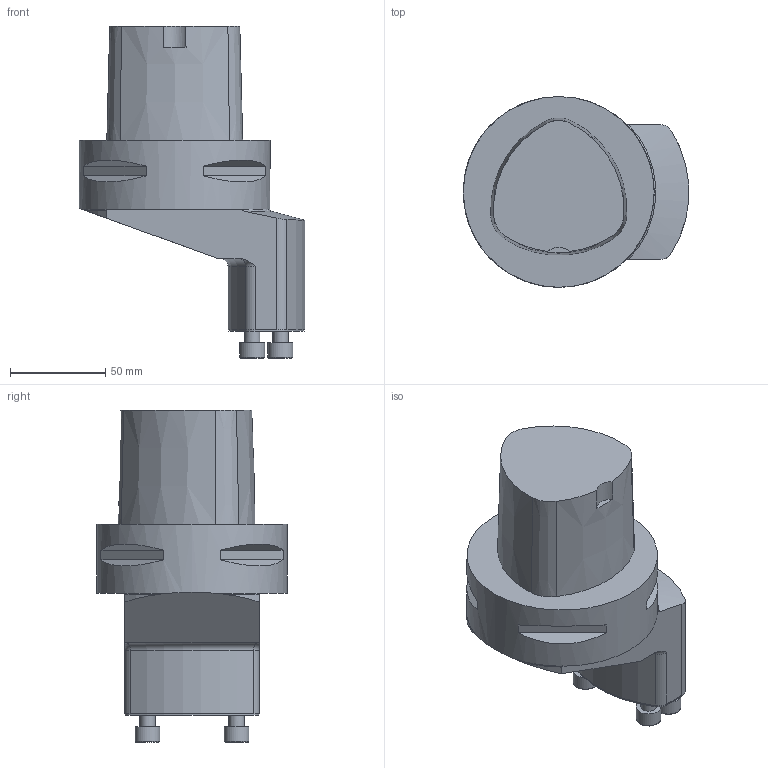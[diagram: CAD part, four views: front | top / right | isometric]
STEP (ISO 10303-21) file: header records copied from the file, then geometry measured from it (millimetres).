
FILE_DESCRIPTION(/* description */ (''),/* implementation_level */ '2;1');
FILE_NAME(/* name */ '1524139784776.stp',/* time_stamp */ '2018-04-19T14:09:54+02:00',/* author */ (''),/* organization */ ('SMS'),/* preprocessor_version */ 'ST-DEVELOPER v15',/* originating_system */ 'SIEMENS PLM Software NX 8.5',/* authorisation */ '');
FILE_SCHEMA (('AUTOMOTIVE_DESIGN { 1 0 10303 214 3 1 1 1 }'));
Length unit declared in the file: millimetre
Products named in the file (1): 112029769mod000_00
Bounding box: 118.08 x 100 x 174 mm (x, y, z)
Volume: 734947.3 mm3; surface area: 58253.1 mm2
Topology: 1 solids, 1 shells, 74 faces, 168 edges, 113 vertices
Faces by surface type: plane 33, cylinder 24, torus 10, cone 7
Full cylindrical faces by diameter (mm): 8 x4, 13 x4, 100 x1
Entity records: 2127 total; most frequent: CARTESIAN_POINT 428, DIRECTION 373, ORIENTED_EDGE 300, AXIS2_PLACEMENT_3D 160, EDGE_CURVE 150, VERTEX_POINT 105, EDGE_LOOP 101, ADVANCED_FACE 74
